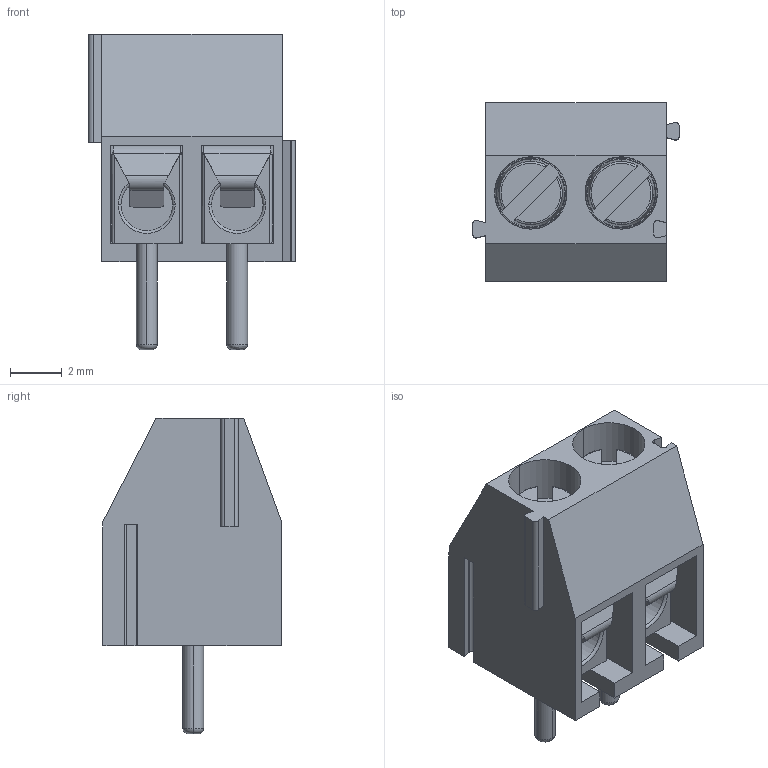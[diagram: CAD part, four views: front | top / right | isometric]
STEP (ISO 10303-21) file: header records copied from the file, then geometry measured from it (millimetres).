
FILE_DESCRIPTION (( 'STEP AP214' ), '1' );
FILE_NAME ('DG350-3.5-02P-00A.STEP', '2024-09-13T07:39:53', ( '' ), ( '' ), 'SwSTEP 2.0', 'SolidWorks 2021', '' );
FILE_SCHEMA (( 'AUTOMOTIVE_DESIGN' ));
Length unit declared in the file: millimetre
Products named in the file (1): DG350-3.5-02P-00A
Bounding box: 8 x 6.9 x 12.2 mm (x, y, z)
Volume: 306.2 mm3; surface area: 751.5 mm2
Topology: 3 solids, 3 shells, 423 faces, 1126 edges, 732 vertices
Faces by surface type: plane 228, bspline 114, cylinder 62, torus 11, cone 4, sphere 4
Entity records: 18772 total; most frequent: CARTESIAN_POINT 4332, ORIENTED_EDGE 2240, DIRECTION 1633, EDGE_CURVE 1120, VERTEX_POINT 732, VECTOR 703, LINE 703, AXIS2_PLACEMENT_3D 465
